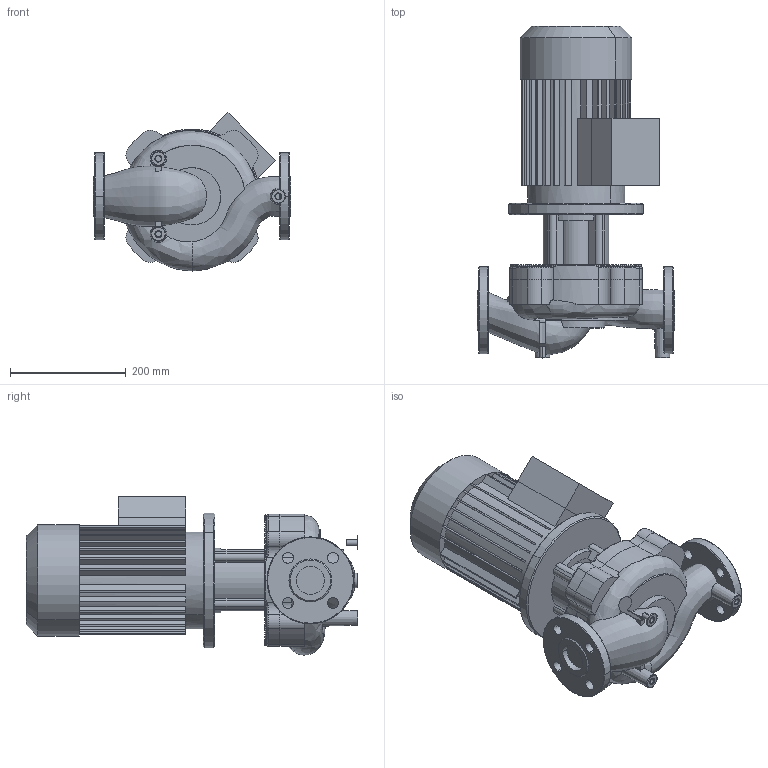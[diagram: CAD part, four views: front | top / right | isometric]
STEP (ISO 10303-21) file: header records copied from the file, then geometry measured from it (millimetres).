
FILE_DESCRIPTION((''),'2;1');
FILE_NAME('3d_IL40_140-2_2_2-2120868.stp','2016-05-24T11:16:01',(''),(''),'Mechanical Desktop 2009','Mechanical Desktop 2009',', , ');
FILE_SCHEMA(('CONFIG_CONTROL_DESIGN'));
Length unit declared in the file: millimetre
Products named in the file (1): Product
Bounding box: 340 x 572.69 x 273 mm (x, y, z)
Volume: 15810174.8 mm3; surface area: 949845.1 mm2
Topology: 10 solids, 10 shells, 477 faces, 1282 edges, 826 vertices
Faces by surface type: plane 144, cylinder 136, bspline 126, torus 60, cone 11
Entity records: 25109 total; most frequent: CARTESIAN_POINT 13198, ORIENTED_EDGE 2546, DIRECTION 2442, EDGE_CURVE 1273, AXIS2_PLACEMENT_3D 958, VERTEX_POINT 826, CIRCLE 606, VECTOR 526
